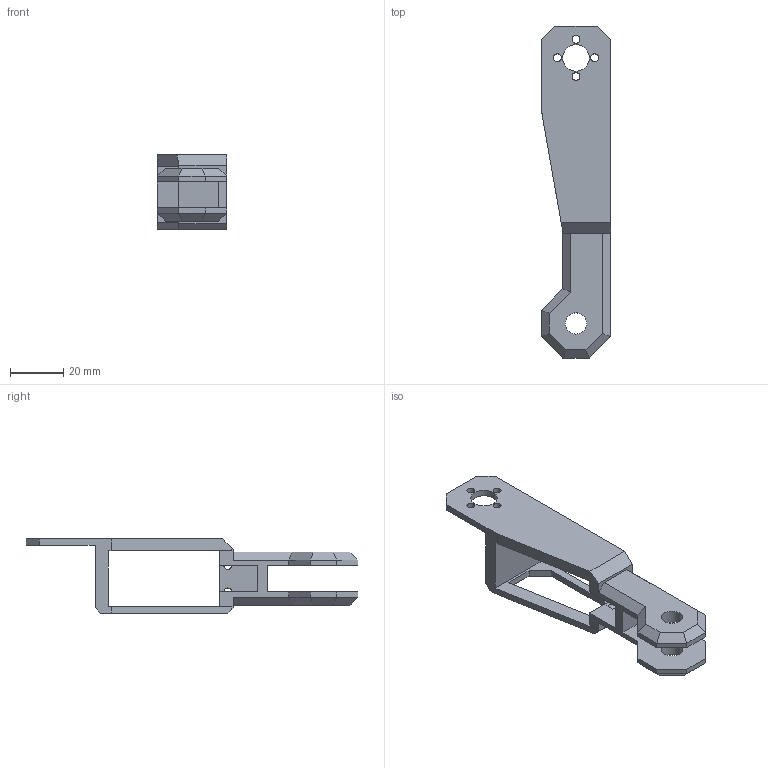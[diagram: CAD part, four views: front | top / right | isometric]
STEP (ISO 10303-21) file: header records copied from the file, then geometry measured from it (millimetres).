
FILE_DESCRIPTION(/* description */ (''),/* implementation_level */ '2;1');
FILE_NAME(/* name */ 'Y Body (1)(Mirror).step',/* time_stamp */ '2020-08-05T21:44:56+03:00',/* author */ (''),/* organization */ (''),/* preprocessor_version */ 'ST-DEVELOPER v18.1',/* originating_system */ 'Autodesk Translation Framework v9.3.0.1241',/* authorisation */ '');
FILE_SCHEMA (('AUTOMOTIVE_DESIGN { 1 0 10303 214 3 1 1 }'));
Length unit declared in the file: millimetre
Products named in the file (1): Y Body (1)(Mirror)
Bounding box: 26 x 125 x 28 mm (x, y, z)
Volume: 20822 mm3; surface area: 12926 mm2
Topology: 1 solids, 1 shells, 76 faces, 213 edges, 138 vertices
Faces by surface type: plane 65, cylinder 11
Full cylindrical faces by diameter (mm): 3 x8, 8 x2, 10 x1
Entity records: 2484 total; most frequent: CARTESIAN_POINT 428, ORIENTED_EDGE 426, DIRECTION 393, EDGE_CURVE 213, LINE 187, VECTOR 187, VERTEX_POINT 138, AXIS2_PLACEMENT_3D 103
